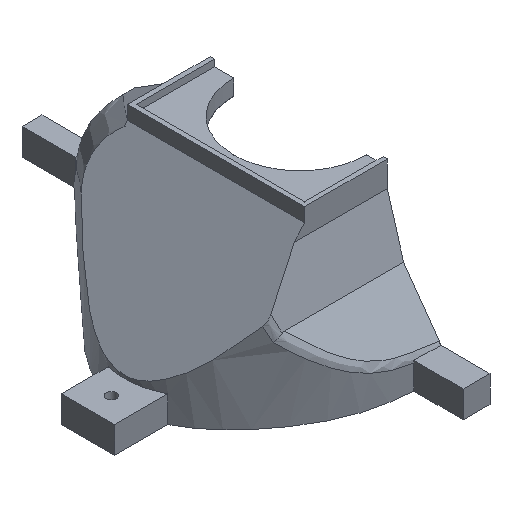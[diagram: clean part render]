
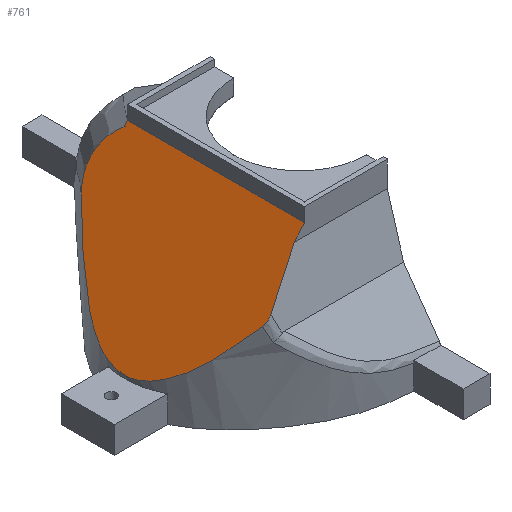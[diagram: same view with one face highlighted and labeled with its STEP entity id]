
A CAD part, isometric view. The second image highlights one B-rep face of the part: STEP entity #761.
In plain terms, the highlighted planar face has unit normal (-0.747, 0, 0.665).
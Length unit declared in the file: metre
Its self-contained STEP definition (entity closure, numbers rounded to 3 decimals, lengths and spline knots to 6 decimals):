
#50=PLANE('',#815);
#71=LINE('',#1021,#139);
#75=LINE('',#1035,#143);
#81=LINE('',#1054,#149);
#122=LINE('',#2558,#190);
#139=VECTOR('',#850,1.);
#143=VECTOR('',#856,1.);
#149=VECTOR('',#866,1.);
#190=VECTOR('',#941,1.);
#327=ORIENTED_EDGE('',*,*,#442,.F.);
#328=ORIENTED_EDGE('',*,*,#519,.T.);
#329=ORIENTED_EDGE('',*,*,#509,.F.);
#330=ORIENTED_EDGE('',*,*,#520,.T.);
#331=ORIENTED_EDGE('',*,*,#449,.F.);
#332=ORIENTED_EDGE('',*,*,#437,.F.);
#333=ORIENTED_EDGE('',*,*,#518,.F.);
#437=EDGE_CURVE('',#549,#545,#71,.T.);
#442=EDGE_CURVE('',#554,#555,#75,.T.);
#449=EDGE_CURVE('',#545,#560,#81,.T.);
#509=EDGE_CURVE('',#600,#601,#630,.T.);
#518=EDGE_CURVE('',#555,#549,#122,.T.);
#519=EDGE_CURVE('',#554,#601,#639,.T.);
#520=EDGE_CURVE('',#600,#560,#640,.T.);
#545=VERTEX_POINT('',#1013);
#549=VERTEX_POINT('',#1020);
#554=VERTEX_POINT('',#1034);
#555=VERTEX_POINT('',#1036);
#560=VERTEX_POINT('',#1055);
#600=VERTEX_POINT('',#1586);
#601=VERTEX_POINT('',#1607);
#630=B_SPLINE_CURVE_WITH_KNOTS('',3,(#1587,#1588,#1589,#1590,#1591,#1592,
#1593,#1594,#1595,#1596,#1597,#1598,#1599,#1600,#1601,#1602,#1603,#1604,
#1605,#1606),.UNSPECIFIED.,.F.,.F.,(4,1,1,1,1,1,1,1,1,1,1,1,1,1,1,1,1,4),
(0.031687,0.044155,0.050389,0.056623,
0.062857,0.065974,0.069091,0.072208,
0.075325,0.078442,0.081559,0.087793,
0.094027,0.100262,0.106496,0.11273,
0.118964,0.131432),.UNSPECIFIED.);
#639=B_SPLINE_CURVE_WITH_KNOTS('',3,(#2560,#2561,#2562,#2563,#2564,#2565,
#2566,#2567,#2568),.UNSPECIFIED.,.F.,.F.,(4,1,1,1,1,1,4),(0.,0.002925,
0.00585,0.008776,0.011701,0.017551,
0.023402),.UNSPECIFIED.);
#640=B_SPLINE_CURVE_WITH_KNOTS('',3,(#2569,#2570,#2571,#2572),
 .UNSPECIFIED.,.F.,.F.,(4,4),(0.,0.003978),
 .UNSPECIFIED.);
#672=EDGE_LOOP('',(#327,#328,#329,#330,#331,#332,#333));
#715=FACE_BOUND('',#672,.T.);
#761=ADVANCED_FACE('',(#715),#50,.T.);
#815=AXIS2_PLACEMENT_3D('',#2559,#942,#943);
#850=DIRECTION('',(-0.665,0.,-0.747));
#856=DIRECTION('',(0.665,0.,0.747));
#866=DIRECTION('',(-0.65,-0.214,-0.73));
#941=DIRECTION('',(0.,-1.,0.));
#942=DIRECTION('',(-0.747,0.,0.665));
#943=DIRECTION('',(0.665,0.,0.747));
#1013=CARTESIAN_POINT('',(-0.034911,-0.03964,0.043899));
#1020=CARTESIAN_POINT('',(-0.031,-0.03964,0.048292));
#1021=CARTESIAN_POINT('',(-0.05282,-0.03964,0.023784));
#1034=CARTESIAN_POINT('',(-0.032285,0.026831,0.046849));
#1035=CARTESIAN_POINT('',(-0.052077,0.026831,0.024619));
#1036=CARTESIAN_POINT('',(-0.031,0.026831,0.048292));
#1054=CARTESIAN_POINT('',(-0.059051,-0.047604,0.016787));
#1055=CARTESIAN_POINT('',(-0.048025,-0.043966,0.02917));
#1586=CARTESIAN_POINT('',(-0.050615,-0.043506,0.026261));
#1587=CARTESIAN_POINT('',(-0.050615,-0.043506,0.026261));
#1588=CARTESIAN_POINT('',(-0.053057,-0.041542,0.023519));
#1589=CARTESIAN_POINT('',(-0.056638,-0.038337,0.019496));
#1590=CARTESIAN_POINT('',(-0.061172,-0.033281,0.014404));
#1591=CARTESIAN_POINT('',(-0.064307,-0.029101,0.010883));
#1592=CARTESIAN_POINT('',(-0.066658,-0.025113,0.008242));
#1593=CARTESIAN_POINT('',(-0.068224,-0.021615,0.006484));
#1594=CARTESIAN_POINT('',(-0.069208,-0.018779,0.005378));
#1595=CARTESIAN_POINT('',(-0.06992,-0.015797,0.004579));
#1596=CARTESIAN_POINT('',(-0.070295,-0.012641,0.004158));
#1597=CARTESIAN_POINT('',(-0.070269,-0.009471,0.004187));
#1598=CARTESIAN_POINT('',(-0.069737,-0.005286,0.004784));
#1599=CARTESIAN_POINT('',(-0.068304,-0.000442,0.006393));
#1600=CARTESIAN_POINT('',(-0.065847,0.00475,0.009153));
#1601=CARTESIAN_POINT('',(-0.063028,0.009348,0.012319));
#1602=CARTESIAN_POINT('',(-0.05995,0.013606,0.015777));
#1603=CARTESIAN_POINT('',(-0.056701,0.017611,0.019426));
#1604=CARTESIAN_POINT('',(-0.052249,0.022676,0.024426));
#1605=CARTESIAN_POINT('',(-0.048814,0.026278,0.028284));
#1606=CARTESIAN_POINT('',(-0.046512,0.028653,0.030869));
#1607=CARTESIAN_POINT('',(-0.046512,0.028653,0.030869));
#2558=CARTESIAN_POINT('',(-0.031,0.0842,0.048292));
#2559=CARTESIAN_POINT('',(-0.053301,0.0842,0.023244));
#2560=CARTESIAN_POINT('',(-0.032285,0.026831,0.046849));
#2561=CARTESIAN_POINT('',(-0.03274,0.027542,0.046338));
#2562=CARTESIAN_POINT('',(-0.033708,0.028839,0.04525));
#2563=CARTESIAN_POINT('',(-0.035383,0.030406,0.043369));
#2564=CARTESIAN_POINT('',(-0.037198,0.031463,0.04133));
#2565=CARTESIAN_POINT('',(-0.039787,0.032151,0.038423));
#2566=CARTESIAN_POINT('',(-0.043071,0.031544,0.034734));
#2567=CARTESIAN_POINT('',(-0.04543,0.02977,0.032084));
#2568=CARTESIAN_POINT('',(-0.046512,0.028653,0.030869));
#2569=CARTESIAN_POINT('',(-0.050615,-0.043506,0.026261));
#2570=CARTESIAN_POINT('',(-0.049825,-0.044141,0.027148));
#2571=CARTESIAN_POINT('',(-0.048898,-0.044254,0.02819));
#2572=CARTESIAN_POINT('',(-0.048025,-0.043966,0.02917));
